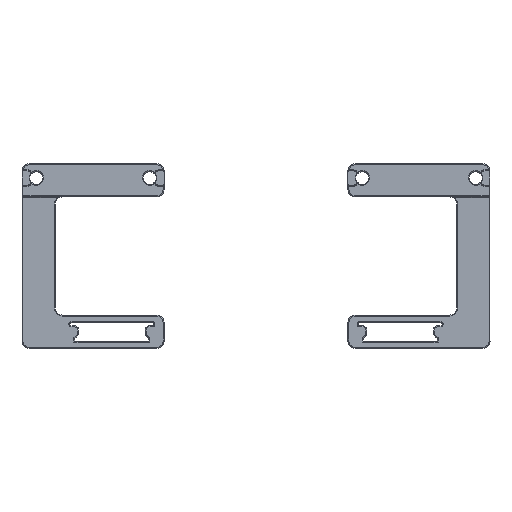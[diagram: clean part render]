
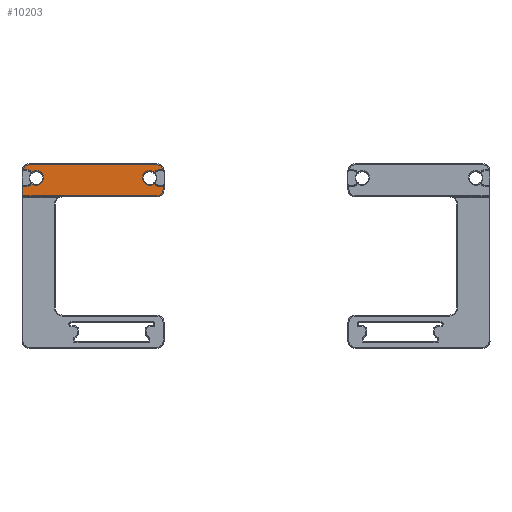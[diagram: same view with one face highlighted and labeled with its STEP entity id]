
A CAD part, left-side view. The second image highlights one B-rep face of the part: STEP entity #10203.
In plain terms, the highlighted face is planar.
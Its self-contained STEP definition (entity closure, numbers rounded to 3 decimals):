
#430=CIRCLE('',#10954,1.4);
#432=CIRCLE('',#10958,3.1);
#433=CIRCLE('',#10959,3.1);
#434=CIRCLE('',#10960,1.4);
#435=CIRCLE('',#10961,2.6);
#436=CIRCLE('',#10962,2.6);
#437=CIRCLE('',#10963,1.4);
#438=CIRCLE('',#10964,3.1);
#439=CIRCLE('',#10965,3.1);
#440=CIRCLE('',#10966,1.4);
#441=CIRCLE('',#10967,2.6);
#991=FACE_OUTER_BOUND('',#1621,.T.);
#1621=EDGE_LOOP('',(#7413,#7414,#7415,#7416,#7417,#7418,#7419,#7420,#7421,
#7422,#7423,#7424,#7425,#7426,#7427,#7428,#7429,#7430,#7431));
#2368=LINE('',#15848,#3408);
#2369=LINE('',#15857,#3409);
#2370=LINE('',#15861,#3410);
#2371=LINE('',#15865,#3411);
#2372=LINE('',#15875,#3412);
#2373=LINE('',#15877,#3413);
#2374=LINE('',#15879,#3414);
#2375=LINE('',#15882,#3415);
#3408=VECTOR('',#12502,10.);
#3409=VECTOR('',#12511,10.);
#3410=VECTOR('',#12514,10.);
#3411=VECTOR('',#12517,10.);
#3412=VECTOR('',#12526,10.);
#3413=VECTOR('',#12527,10.);
#3414=VECTOR('',#12528,10.);
#3415=VECTOR('',#12531,10.);
#4422=VERTEX_POINT('',#15833);
#4423=VERTEX_POINT('',#15838);
#4426=VERTEX_POINT('',#15845);
#4427=VERTEX_POINT('',#15850);
#4428=VERTEX_POINT('',#15852);
#4429=VERTEX_POINT('',#15854);
#4430=VERTEX_POINT('',#15856);
#4431=VERTEX_POINT('',#15858);
#4432=VERTEX_POINT('',#15860);
#4433=VERTEX_POINT('',#15862);
#4434=VERTEX_POINT('',#15864);
#4435=VERTEX_POINT('',#15866);
#4436=VERTEX_POINT('',#15868);
#4437=VERTEX_POINT('',#15870);
#4438=VERTEX_POINT('',#15872);
#4439=VERTEX_POINT('',#15874);
#4440=VERTEX_POINT('',#15876);
#4441=VERTEX_POINT('',#15878);
#4442=VERTEX_POINT('',#15880);
#5488=EDGE_CURVE('',#4422,#4423,#430,.T.);
#5493=EDGE_CURVE('',#4423,#4426,#2368,.T.);
#5494=EDGE_CURVE('',#4427,#4422,#432,.T.);
#5495=EDGE_CURVE('',#4428,#4427,#433,.T.);
#5496=EDGE_CURVE('',#4429,#4428,#434,.T.);
#5497=EDGE_CURVE('',#4430,#4429,#2369,.T.);
#5498=EDGE_CURVE('',#4431,#4430,#435,.T.);
#5499=EDGE_CURVE('',#4432,#4431,#2370,.T.);
#5500=EDGE_CURVE('',#4433,#4432,#436,.T.);
#5501=EDGE_CURVE('',#4434,#4433,#2371,.T.);
#5502=EDGE_CURVE('',#4435,#4434,#437,.T.);
#5503=EDGE_CURVE('',#4436,#4435,#438,.T.);
#5504=EDGE_CURVE('',#4437,#4436,#439,.T.);
#5505=EDGE_CURVE('',#4438,#4437,#440,.T.);
#5506=EDGE_CURVE('',#4439,#4438,#2372,.T.);
#5507=EDGE_CURVE('',#4440,#4439,#2373,.T.);
#5508=EDGE_CURVE('',#4441,#4440,#2374,.T.);
#5509=EDGE_CURVE('',#4442,#4441,#441,.T.);
#5510=EDGE_CURVE('',#4426,#4442,#2375,.T.);
#7413=ORIENTED_EDGE('',*,*,#5493,.F.);
#7414=ORIENTED_EDGE('',*,*,#5488,.F.);
#7415=ORIENTED_EDGE('',*,*,#5494,.F.);
#7416=ORIENTED_EDGE('',*,*,#5495,.F.);
#7417=ORIENTED_EDGE('',*,*,#5496,.F.);
#7418=ORIENTED_EDGE('',*,*,#5497,.F.);
#7419=ORIENTED_EDGE('',*,*,#5498,.F.);
#7420=ORIENTED_EDGE('',*,*,#5499,.F.);
#7421=ORIENTED_EDGE('',*,*,#5500,.F.);
#7422=ORIENTED_EDGE('',*,*,#5501,.F.);
#7423=ORIENTED_EDGE('',*,*,#5502,.F.);
#7424=ORIENTED_EDGE('',*,*,#5503,.F.);
#7425=ORIENTED_EDGE('',*,*,#5504,.F.);
#7426=ORIENTED_EDGE('',*,*,#5505,.F.);
#7427=ORIENTED_EDGE('',*,*,#5506,.F.);
#7428=ORIENTED_EDGE('',*,*,#5507,.F.);
#7429=ORIENTED_EDGE('',*,*,#5508,.F.);
#7430=ORIENTED_EDGE('',*,*,#5509,.F.);
#7431=ORIENTED_EDGE('',*,*,#5510,.F.);
#9791=PLANE('',#10957);
#10203=ADVANCED_FACE('',(#991),#9791,.T.);
#10954=AXIS2_PLACEMENT_3D('',#15839,#12493,#12494);
#10957=AXIS2_PLACEMENT_3D('',#15849,#12503,#12504);
#10958=AXIS2_PLACEMENT_3D('',#15851,#12505,#12506);
#10959=AXIS2_PLACEMENT_3D('',#15853,#12507,#12508);
#10960=AXIS2_PLACEMENT_3D('',#15855,#12509,#12510);
#10961=AXIS2_PLACEMENT_3D('',#15859,#12512,#12513);
#10962=AXIS2_PLACEMENT_3D('',#15863,#12515,#12516);
#10963=AXIS2_PLACEMENT_3D('',#15867,#12518,#12519);
#10964=AXIS2_PLACEMENT_3D('',#15869,#12520,#12521);
#10965=AXIS2_PLACEMENT_3D('',#15871,#12522,#12523);
#10966=AXIS2_PLACEMENT_3D('',#15873,#12524,#12525);
#10967=AXIS2_PLACEMENT_3D('',#15881,#12529,#12530);
#12493=DIRECTION('center_axis',(0.,0.,
-1.));
#12494=DIRECTION('ref_axis',(0.5,0.866,0.));
#12502=DIRECTION('',(0.,-1.,0.));
#12503=DIRECTION('center_axis',(0.,0.,
-1.));
#12504=DIRECTION('ref_axis',(1.,0.,0.));
#12505=DIRECTION('center_axis',(0.,0.,
-1.));
#12506=DIRECTION('ref_axis',(-1.,0.,0.));
#12507=DIRECTION('center_axis',(0.,0.,
-1.));
#12508=DIRECTION('ref_axis',(-1.,0.,0.));
#12509=DIRECTION('center_axis',(0.,0.,
-1.));
#12510=DIRECTION('ref_axis',(-0.5,0.866,0.));
#12511=DIRECTION('',(0.,1.,0.));
#12512=DIRECTION('center_axis',(0.,0.,
1.));
#12513=DIRECTION('ref_axis',(-0.707,-0.707,0.));
#12514=DIRECTION('',(0.,-1.,0.));
#12515=DIRECTION('center_axis',(0.,0.,
1.));
#12516=DIRECTION('ref_axis',(-0.707,0.707,0.));
#12517=DIRECTION('',(0.,1.,0.));
#12518=DIRECTION('center_axis',(0.,0.,
-1.));
#12519=DIRECTION('ref_axis',(-0.5,-0.866,0.));
#12520=DIRECTION('center_axis',(0.,0.,
-1.));
#12521=DIRECTION('ref_axis',(-1.,0.,0.));
#12522=DIRECTION('center_axis',(0.,0.,
-1.));
#12523=DIRECTION('ref_axis',(-1.,0.,0.));
#12524=DIRECTION('center_axis',(0.,0.,
-1.));
#12525=DIRECTION('ref_axis',(0.5,-0.866,0.));
#12526=DIRECTION('',(0.,-1.,0.));
#12527=DIRECTION('',(-1.,0.,0.));
#12528=DIRECTION('',(0.,1.,0.));
#12529=DIRECTION('center_axis',(0.,0.,
1.));
#12530=DIRECTION('ref_axis',(0.707,-0.707,0.));
#12531=DIRECTION('',(1.,0.,0.));
#15833=CARTESIAN_POINT('',(-61.107,111.643,-359.));
#15838=CARTESIAN_POINT('',(-59.993,110.272,-359.));
#15839=CARTESIAN_POINT('Origin',(-61.393,110.272,-359.));
#15845=CARTESIAN_POINT('',(-59.993,108.137,-359.));
#15848=CARTESIAN_POINT('',(-59.993,125.737,-359.));
#15849=CARTESIAN_POINT('Origin',(-2.261,137.737,-359.));
#15850=CARTESIAN_POINT('',(-60.293,113.737,-359.));
#15851=CARTESIAN_POINT('Origin',(-63.393,113.737,-359.));
#15852=CARTESIAN_POINT('',(-65.679,111.643,-359.));
#15853=CARTESIAN_POINT('Origin',(-63.393,113.737,-359.));
#15854=CARTESIAN_POINT('',(-66.793,110.272,-359.));
#15855=CARTESIAN_POINT('Origin',(-65.393,110.272,-359.));
#15856=CARTESIAN_POINT('',(-66.793,108.167,-359.));
#15857=CARTESIAN_POINT('',(-66.793,122.737,-359.));
#15858=CARTESIAN_POINT('',(-68.993,110.737,-359.));
#15859=CARTESIAN_POINT('Origin',(-66.393,110.737,-359.));
#15860=CARTESIAN_POINT('',(-68.993,164.737,-359.));
#15861=CARTESIAN_POINT('',(-68.993,122.737,-359.));
#15862=CARTESIAN_POINT('',(-66.793,167.306,-359.));
#15863=CARTESIAN_POINT('Origin',(-66.393,164.737,-359.));
#15864=CARTESIAN_POINT('',(-66.793,165.201,-359.));
#15865=CARTESIAN_POINT('',(-66.793,149.737,-359.));
#15866=CARTESIAN_POINT('',(-65.679,163.83,-359.));
#15867=CARTESIAN_POINT('Origin',(-65.393,165.201,-359.));
#15868=CARTESIAN_POINT('',(-60.293,161.737,-359.));
#15869=CARTESIAN_POINT('Origin',(-63.393,161.737,-359.));
#15870=CARTESIAN_POINT('',(-61.107,163.83,-359.));
#15871=CARTESIAN_POINT('Origin',(-63.393,161.737,-359.));
#15872=CARTESIAN_POINT('',(-59.993,165.201,-359.));
#15873=CARTESIAN_POINT('Origin',(-61.393,165.201,-359.));
#15874=CARTESIAN_POINT('',(-59.993,167.337,-359.));
#15875=CARTESIAN_POINT('',(-59.993,152.737,-359.));
#15876=CARTESIAN_POINT('',(-55.793,167.337,-359.));
#15877=CARTESIAN_POINT('',(-3.873,167.337,-359.));
#15878=CARTESIAN_POINT('',(-55.793,110.737,-359.));
#15879=CARTESIAN_POINT('',(-55.793,152.737,-359.));
#15880=CARTESIAN_POINT('',(-58.393,108.137,-359.));
#15881=CARTESIAN_POINT('Origin',(-58.393,110.737,-359.));
#15882=CARTESIAN_POINT('',(1.239,108.137,-359.));
